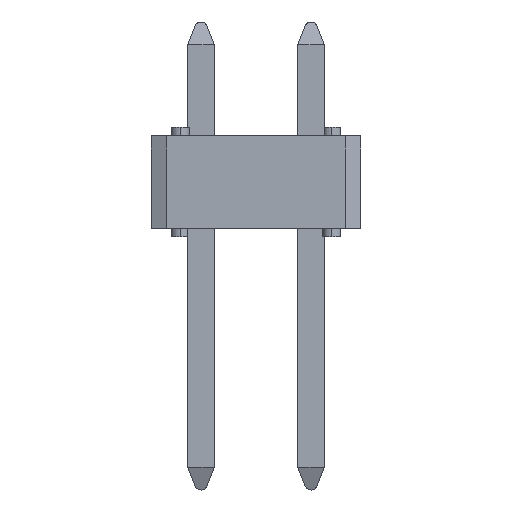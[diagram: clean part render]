
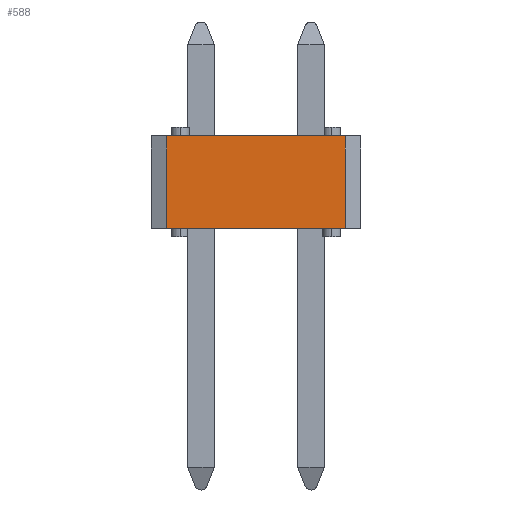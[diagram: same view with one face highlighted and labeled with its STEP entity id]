
A CAD part, left-side view. The second image highlights one B-rep face of the part: STEP entity #588.
In plain terms, the highlighted planar face has unit normal (-1, 0, 0).
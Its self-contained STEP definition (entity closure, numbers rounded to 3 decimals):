
#588=ADVANCED_FACE('11166',(#1501),#1502,.F.);
#1501=FACE_OUTER_BOUND('',#2903,.T.);
#1502=PLANE('',#2904);
#2903=EDGE_LOOP('',(#5481,#5482,#5483,#5484));
#2904=AXIS2_PLACEMENT_3D('',#5485,#5486,#5487);
#5481=ORIENTED_EDGE('',*,*,#9511,.T.);
#5482=ORIENTED_EDGE('',*,*,#9218,.T.);
#5483=ORIENTED_EDGE('',*,*,#9512,.F.);
#5484=ORIENTED_EDGE('',*,*,#8910,.F.);
#5485=CARTESIAN_POINT('',(-4.999,15.326,16.503));
#5486=DIRECTION('',(1.0,0.0,0.0));
#5487=DIRECTION('',(0.0,1.0,-0.0));
#8910=EDGE_CURVE('11178',#10484,#10327,#10486,.T.);
#9218=EDGE_CURVE('11182',#10908,#11064,#11066,.T.);
#9511=EDGE_CURVE('11191',#10484,#10908,#11543,.T.);
#9512=EDGE_CURVE('11190',#10327,#11064,#11544,.T.);
#10327=VERTEX_POINT('',#12767);
#10484=VERTEX_POINT('',#13002);
#10486=LINE('',#13005,#13006);
#10908=VERTEX_POINT('',#13616);
#11064=VERTEX_POINT('',#13850);
#11066=LINE('',#13853,#13854);
#11543=LINE('',#14583,#14584);
#11544=LINE('',#14585,#14586);
#12767=CARTESIAN_POINT('',(-4.999,19.984,14.373));
#13002=CARTESIAN_POINT('',(-4.999,15.868,14.373));
#13005=CARTESIAN_POINT('',(-4.999,15.868,14.373));
#13006=VECTOR('',#17502,4.116);
#13616=CARTESIAN_POINT('',(-4.999,15.868,16.503));
#13850=CARTESIAN_POINT('',(-4.999,19.984,16.503));
#13853=CARTESIAN_POINT('',(-4.999,15.868,16.503));
#13854=VECTOR('',#17890,4.116);
#14583=CARTESIAN_POINT('',(-4.999,15.868,14.373));
#14584=VECTOR('',#18263,2.13);
#14585=CARTESIAN_POINT('',(-4.999,19.984,14.373));
#14586=VECTOR('',#18264,2.13);
#17502=DIRECTION('',(0.0,1.0,0.0));
#17890=DIRECTION('',(0.0,1.0,0.0));
#18263=DIRECTION('',(0.0,0.0,1.0));
#18264=DIRECTION('',(0.0,0.0,1.0));
